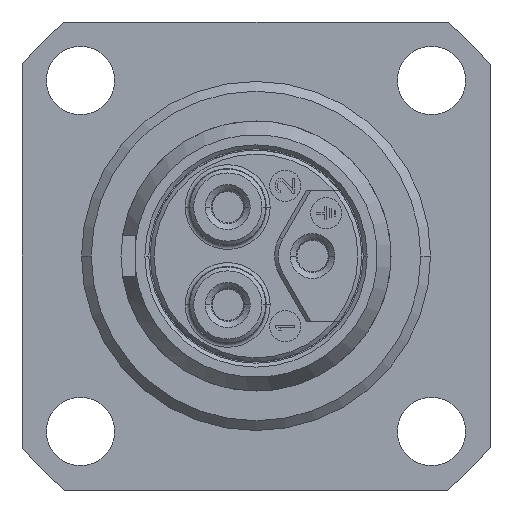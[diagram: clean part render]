
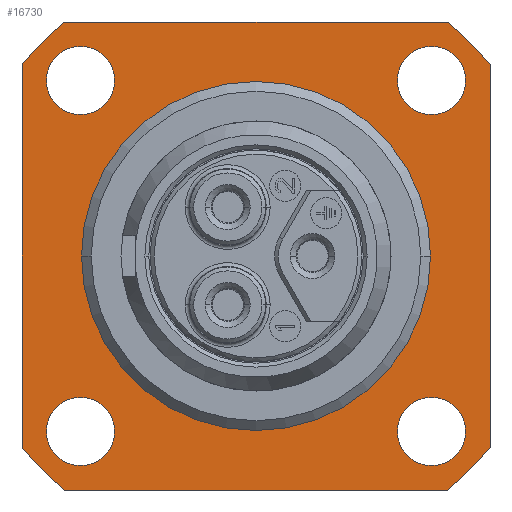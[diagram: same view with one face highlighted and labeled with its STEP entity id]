
A CAD part, left-side view. The second image highlights one B-rep face of the part: STEP entity #16730.
In plain terms, the highlighted planar face has unit normal (-1, 0, 0).
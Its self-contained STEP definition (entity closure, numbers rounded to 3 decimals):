
#2475=DIRECTION('',(0.,1.,0.));
#2476=VECTOR('',#2475,19.621);
#2477=CARTESIAN_POINT('',(0.7,-9.811,12.));
#2478=LINE('1246',#2477,#2476);
#2479=CARTESIAN_POINT('',(0.7,0.,0.));
#2480=DIRECTION('',(1.,0.,0.));
#2481=DIRECTION('',(0.,-0.633,0.774));
#2482=AXIS2_PLACEMENT_3D('',#2479,#2480,#2481);
#2484=DIRECTION('',(0.,0.,1.));
#2485=VECTOR('',#2484,19.621);
#2486=CARTESIAN_POINT('',(0.7,-12.,-9.811));
#2487=LINE('1247',#2486,#2485);
#2488=CARTESIAN_POINT('',(0.7,0.,0.));
#2489=DIRECTION('',(1.,0.,0.));
#2490=DIRECTION('',(0.,-0.774,-0.633));
#2491=AXIS2_PLACEMENT_3D('',#2488,#2489,#2490);
#2493=DIRECTION('',(0.,-1.,0.));
#2494=VECTOR('',#2493,19.621);
#2495=CARTESIAN_POINT('',(0.7,9.811,-12.));
#2496=LINE('1248',#2495,#2494);
#2497=CARTESIAN_POINT('',(0.7,0.,0.));
#2498=DIRECTION('',(1.,0.,0.));
#2499=DIRECTION('',(0.,0.633,-0.774));
#2500=AXIS2_PLACEMENT_3D('',#2497,#2498,#2499);
#2502=DIRECTION('',(0.,0.,-1.));
#2503=VECTOR('',#2502,19.621);
#2504=CARTESIAN_POINT('',(0.7,12.,9.811));
#2505=LINE('1249',#2504,#2503);
#2506=CARTESIAN_POINT('',(0.7,0.,0.));
#2507=DIRECTION('',(1.,0.,0.));
#2508=DIRECTION('',(0.,0.774,0.633));
#2509=AXIS2_PLACEMENT_3D('',#2506,#2507,#2508);
#2511=CARTESIAN_POINT('',(0.7,9.,-9.));
#2512=DIRECTION('',(-1.,0.,0.));
#2513=DIRECTION('',(0.,0.,-1.));
#2514=AXIS2_PLACEMENT_3D('',#2511,#2512,#2513);
#2516=CARTESIAN_POINT('',(0.7,9.,-9.));
#2517=DIRECTION('',(-1.,0.,0.));
#2518=DIRECTION('',(0.,0.,1.));
#2519=AXIS2_PLACEMENT_3D('',#2516,#2517,#2518);
#2521=CARTESIAN_POINT('',(0.7,9.,9.));
#2522=DIRECTION('',(-1.,0.,0.));
#2523=DIRECTION('',(0.,0.,-1.));
#2524=AXIS2_PLACEMENT_3D('',#2521,#2522,#2523);
#2526=CARTESIAN_POINT('',(0.7,9.,9.));
#2527=DIRECTION('',(-1.,0.,0.));
#2528=DIRECTION('',(0.,0.,1.));
#2529=AXIS2_PLACEMENT_3D('',#2526,#2527,#2528);
#2531=CARTESIAN_POINT('',(0.7,-9.,-9.));
#2532=DIRECTION('',(-1.,0.,0.));
#2533=DIRECTION('',(0.,0.,-1.));
#2534=AXIS2_PLACEMENT_3D('',#2531,#2532,#2533);
#2536=CARTESIAN_POINT('',(0.7,-9.,-9.));
#2537=DIRECTION('',(-1.,0.,0.));
#2538=DIRECTION('',(0.,0.,1.));
#2539=AXIS2_PLACEMENT_3D('',#2536,#2537,#2538);
#2541=CARTESIAN_POINT('',(0.7,-9.,9.));
#2542=DIRECTION('',(-1.,0.,0.));
#2543=DIRECTION('',(0.,0.,-1.));
#2544=AXIS2_PLACEMENT_3D('',#2541,#2542,#2543);
#2546=CARTESIAN_POINT('',(0.7,-9.,9.));
#2547=DIRECTION('',(-1.,0.,0.));
#2548=DIRECTION('',(0.,0.,1.));
#2549=AXIS2_PLACEMENT_3D('',#2546,#2547,#2548);
#2607=CARTESIAN_POINT('',(0.7,0.,0.));
#2608=DIRECTION('',(1.,0.,0.));
#2609=DIRECTION('',(0.,1.,0.));
#2610=AXIS2_PLACEMENT_3D('',#2607,#2608,#2609);
#2620=CARTESIAN_POINT('',(0.7,0.,0.));
#2621=DIRECTION('',(1.,0.,0.));
#2622=DIRECTION('',(0.,-1.,0.));
#2623=AXIS2_PLACEMENT_3D('',#2620,#2621,#2622);
#11291=CARTESIAN_POINT('',(0.7,8.95,0.));
#11292=VERTEX_POINT('',#11291);
#11293=CARTESIAN_POINT('',(0.7,-8.95,0.));
#11294=VERTEX_POINT('',#11293);
#11311=CARTESIAN_POINT('',(0.7,9.,-10.75));
#11312=CARTESIAN_POINT('',(0.7,9.,-7.25));
#11313=VERTEX_POINT('',#11311);
#11314=VERTEX_POINT('',#11312);
#11315=CARTESIAN_POINT('',(0.7,9.,7.25));
#11316=CARTESIAN_POINT('',(0.7,9.,10.75));
#11317=VERTEX_POINT('',#11315);
#11318=VERTEX_POINT('',#11316);
#11319=CARTESIAN_POINT('',(0.7,-9.,-10.75));
#11320=CARTESIAN_POINT('',(0.7,-9.,-7.25));
#11321=VERTEX_POINT('',#11319);
#11322=VERTEX_POINT('',#11320);
#11323=CARTESIAN_POINT('',(0.7,-9.,7.25));
#11324=CARTESIAN_POINT('',(0.7,-9.,10.75));
#11325=VERTEX_POINT('',#11323);
#11326=VERTEX_POINT('',#11324);
#11439=CARTESIAN_POINT('',(0.7,-9.811,12.));
#11440=CARTESIAN_POINT('',(0.7,9.811,12.));
#11441=VERTEX_POINT('',#11439);
#11442=VERTEX_POINT('',#11440);
#11443=CARTESIAN_POINT('',(0.7,-12.,-9.811));
#11444=CARTESIAN_POINT('',(0.7,-12.,9.811));
#11445=VERTEX_POINT('',#11443);
#11446=VERTEX_POINT('',#11444);
#11447=CARTESIAN_POINT('',(0.7,9.811,-12.));
#11448=CARTESIAN_POINT('',(0.7,-9.811,-12.));
#11449=VERTEX_POINT('',#11447);
#11450=VERTEX_POINT('',#11448);
#11451=CARTESIAN_POINT('',(0.7,12.,9.811));
#11452=CARTESIAN_POINT('',(0.7,12.,-9.811));
#11453=VERTEX_POINT('',#11451);
#11454=VERTEX_POINT('',#11452);
#16679=CARTESIAN_POINT('',(0.7,0.,0.));
#16680=DIRECTION('',(1.,0.,0.));
#16681=DIRECTION('',(0.,0.,-1.));
#16682=AXIS2_PLACEMENT_3D('',#16679,#16680,#16681);
#16683=PLANE('287',#16682);
#16684=ORIENTED_EDGE('1246',*,*,#16644,.F.);
#16685=ORIENTED_EDGE('1301',*,*,#16663,.T.);
#16687=ORIENTED_EDGE('1247',*,*,#16686,.F.);
#16689=ORIENTED_EDGE('1300',*,*,#16688,.T.);
#16691=ORIENTED_EDGE('1248',*,*,#16690,.F.);
#16693=ORIENTED_EDGE('1299',*,*,#16692,.T.);
#16695=ORIENTED_EDGE('1249',*,*,#16694,.F.);
#16697=ORIENTED_EDGE('1288',*,*,#16696,.T.);
#16698=EDGE_LOOP('287',(#16684,#16685,#16687,#16689,#16691,#16693,#16695,
#16697));
#16699=FACE_OUTER_BOUND('287',#16698,.F.);
#16701=ORIENTED_EDGE('1150',*,*,#16700,.T.);
#16703=ORIENTED_EDGE('1151',*,*,#16702,.T.);
#16704=EDGE_LOOP('287',(#16701,#16703));
#16705=FACE_BOUND('287',#16704,.F.);
#16707=ORIENTED_EDGE('1152',*,*,#16706,.T.);
#16709=ORIENTED_EDGE('1153',*,*,#16708,.T.);
#16710=EDGE_LOOP('287',(#16707,#16709));
#16711=FACE_BOUND('287',#16710,.F.);
#16713=ORIENTED_EDGE('1154',*,*,#16712,.T.);
#16715=ORIENTED_EDGE('1155',*,*,#16714,.T.);
#16716=EDGE_LOOP('287',(#16713,#16715));
#16717=FACE_BOUND('287',#16716,.F.);
#16719=ORIENTED_EDGE('1156',*,*,#16718,.T.);
#16721=ORIENTED_EDGE('1157',*,*,#16720,.T.);
#16722=EDGE_LOOP('287',(#16719,#16721));
#16723=FACE_BOUND('287',#16722,.F.);
#16725=ORIENTED_EDGE('1140',*,*,#16724,.F.);
#16727=ORIENTED_EDGE('1141',*,*,#16726,.F.);
#16728=EDGE_LOOP('287',(#16725,#16727));
#16729=FACE_BOUND('287',#16728,.F.);
#2483=CIRCLE('1301',#2482,15.5);
#2492=CIRCLE('1300',#2491,15.5);
#2501=CIRCLE('1299',#2500,15.5);
#2510=CIRCLE('1288',#2509,15.5);
#2515=CIRCLE('1150',#2514,1.75);
#2520=CIRCLE('1151',#2519,1.75);
#2525=CIRCLE('1152',#2524,1.75);
#2530=CIRCLE('1153',#2529,1.75);
#2535=CIRCLE('1154',#2534,1.75);
#2540=CIRCLE('1155',#2539,1.75);
#2545=CIRCLE('1156',#2544,1.75);
#2550=CIRCLE('1157',#2549,1.75);
#2611=CIRCLE('1140',#2610,8.95);
#2624=CIRCLE('1141',#2623,8.95);
#16644=EDGE_CURVE('1246',#11441,#11442,#2478,.T.);
#16663=EDGE_CURVE('1301',#11441,#11446,#2483,.T.);
#16686=EDGE_CURVE('1247',#11445,#11446,#2487,.T.);
#16688=EDGE_CURVE('1300',#11445,#11450,#2492,.T.);
#16690=EDGE_CURVE('1248',#11449,#11450,#2496,.T.);
#16692=EDGE_CURVE('1299',#11449,#11454,#2501,.T.);
#16694=EDGE_CURVE('1249',#11453,#11454,#2505,.T.);
#16696=EDGE_CURVE('1288',#11453,#11442,#2510,.T.);
#16700=EDGE_CURVE('1150',#11313,#11314,#2515,.T.);
#16702=EDGE_CURVE('1151',#11314,#11313,#2520,.T.);
#16706=EDGE_CURVE('1152',#11317,#11318,#2525,.T.);
#16708=EDGE_CURVE('1153',#11318,#11317,#2530,.T.);
#16712=EDGE_CURVE('1154',#11321,#11322,#2535,.T.);
#16714=EDGE_CURVE('1155',#11322,#11321,#2540,.T.);
#16718=EDGE_CURVE('1156',#11325,#11326,#2545,.T.);
#16720=EDGE_CURVE('1157',#11326,#11325,#2550,.T.);
#16724=EDGE_CURVE('1140',#11292,#11294,#2611,.T.);
#16726=EDGE_CURVE('1141',#11294,#11292,#2624,.T.);
#16730=ADVANCED_FACE('287',(#16699,#16705,#16711,#16717,#16723,#16729),#16683,
.F.);
